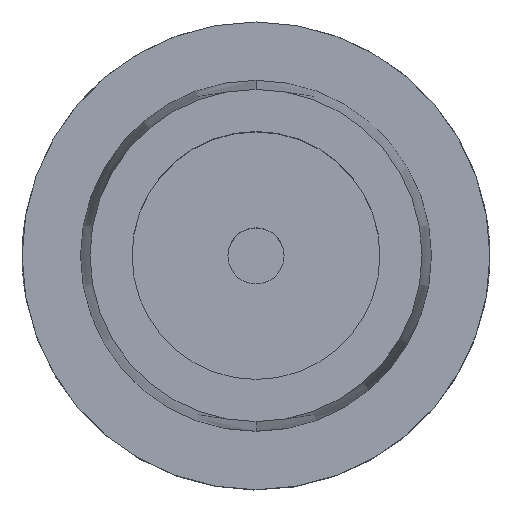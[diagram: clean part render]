
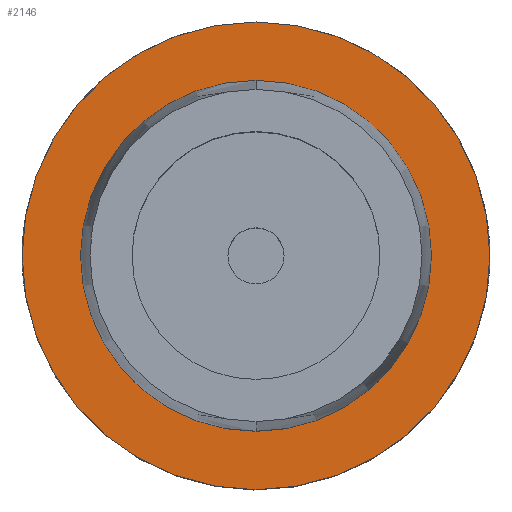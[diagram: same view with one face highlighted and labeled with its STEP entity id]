
A CAD part, top view. The second image highlights one B-rep face of the part: STEP entity #2146.
In plain terms, the highlighted planar face has unit normal (0, 0, 1).
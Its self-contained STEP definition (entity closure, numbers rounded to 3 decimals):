
#1033=CARTESIAN_POINT('',(0.,0.,0.));
#1034=DIRECTION('',(0.,0.,-1.));
#1035=DIRECTION('',(0.,1.,0.));
#1036=AXIS2_PLACEMENT_3D('',#1033,#1034,#1035);
#1041=CARTESIAN_POINT('',(0.,0.,0.));
#1042=DIRECTION('',(0.,0.,1.));
#1043=DIRECTION('',(0.,1.,0.));
#1044=AXIS2_PLACEMENT_3D('',#1041,#1042,#1043);
#1063=CARTESIAN_POINT('',(0.,0.,0.));
#1064=DIRECTION('',(0.,0.,1.));
#1065=DIRECTION('',(0.,1.,0.));
#1066=AXIS2_PLACEMENT_3D('',#1063,#1064,#1065);
#1071=CARTESIAN_POINT('',(0.,0.,0.));
#1072=DIRECTION('',(0.,0.,-1.));
#1073=DIRECTION('',(0.,1.,0.));
#1074=AXIS2_PLACEMENT_3D('',#1071,#1072,#1073);
#1218=CARTESIAN_POINT('',(0.,50.,0.));
#1220=VERTEX_POINT('',#1218);
#1221=CARTESIAN_POINT('',(0.,37.507,0.));
#1223=VERTEX_POINT('',#1221);
#1226=CARTESIAN_POINT('',(0.,-50.,0.));
#1228=VERTEX_POINT('',#1226);
#1229=CARTESIAN_POINT('',(0.,-37.507,0.));
#1231=VERTEX_POINT('',#1229);
#2131=CARTESIAN_POINT('',(0.,0.,0.));
#2132=DIRECTION('',(0.,0.,-1.));
#2133=DIRECTION('',(0.,-1.,0.));
#2134=AXIS2_PLACEMENT_3D('',#2131,#2132,#2133);
#2135=PLANE('',#2134);
#2136=ORIENTED_EDGE('',*,*,#1746,.T.);
#2137=ORIENTED_EDGE('',*,*,#1657,.F.);
#2138=EDGE_LOOP('',(#2136,#2137));
#2139=FACE_OUTER_BOUND('',#2138,.F.);
#2141=ORIENTED_EDGE('',*,*,#2140,.T.);
#2143=ORIENTED_EDGE('',*,*,#2142,.F.);
#2144=EDGE_LOOP('',(#2141,#2143));
#2145=FACE_BOUND('',#2144,.F.);
#1037=CIRCLE('',#1036,50.);
#1045=CIRCLE('',#1044,50.);
#1067=CIRCLE('',#1066,37.507);
#1075=CIRCLE('',#1074,37.507);
#1657=EDGE_CURVE('',#1220,#1228,#1045,.T.);
#1746=EDGE_CURVE('',#1220,#1228,#1037,.T.);
#2140=EDGE_CURVE('',#1223,#1231,#1067,.T.);
#2142=EDGE_CURVE('',#1223,#1231,#1075,.T.);
#2146=ADVANCED_FACE('',(#2139,#2145),#2135,.F.);
